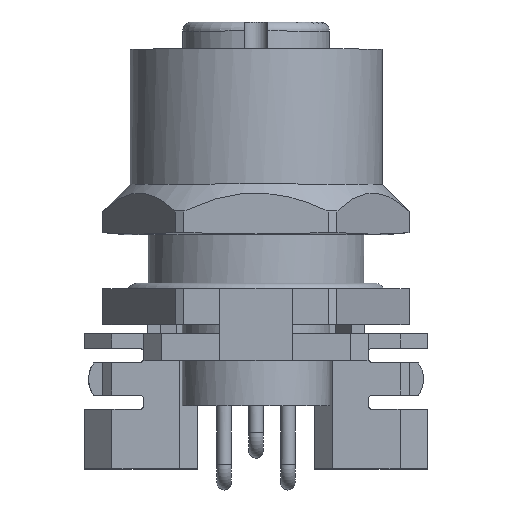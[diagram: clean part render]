
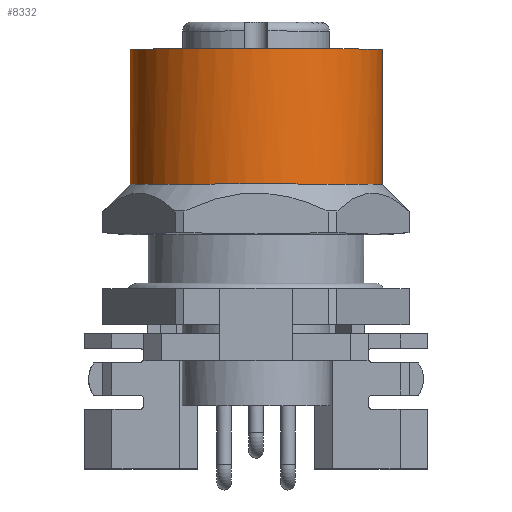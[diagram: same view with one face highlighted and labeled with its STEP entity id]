
A CAD part, top view. The second image highlights one B-rep face of the part: STEP entity #8332.
In plain terms, the highlighted cylindrical face has radius 7 mm (diameter 14 mm), a full revolution.
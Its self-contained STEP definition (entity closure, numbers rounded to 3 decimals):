
#8286 = EDGE_CURVE('',#8287,#8287,#8289,.T.);
#8287 = VERTEX_POINT('',#8288);
#8288 = CARTESIAN_POINT('',(5.23,16.57,8.51));
#8289 = B_SPLINE_CURVE_WITH_KNOTS('',3,(#8290,#8291,#8292,#8293,#8294,
    #8295,#8296,#8297,#8298,#8299,#8300,#8301,#8302,#8303,#8304,#8305,
    #8306,#8307),.UNSPECIFIED.,.T.,.F.,(2,2,2,2,2,2,2,2,2,2,2),(-0.125,
    0.,0.125,0.25,0.375,0.5,0.625,0.75,0.875,1.,1.125),.UNSPECIFIED.);
#8290 = CARTESIAN_POINT('',(5.23,16.57,10.342));
#8291 = CARTESIAN_POINT('',(5.23,16.57,6.677));
#8292 = CARTESIAN_POINT('',(4.476,16.57,4.856));
#8293 = CARTESIAN_POINT('',(1.884,16.57,2.264));
#8294 = CARTESIAN_POINT('',(0.062,16.57,1.51));
#8295 = CARTESIAN_POINT('',(-3.603,16.57,1.51));
#8296 = CARTESIAN_POINT('',(-5.424,16.57,2.264));
#8297 = CARTESIAN_POINT('',(-8.016,16.57,4.856));
#8298 = CARTESIAN_POINT('',(-8.77,16.57,6.678));
#8299 = CARTESIAN_POINT('',(-8.77,16.57,10.343));
#8300 = CARTESIAN_POINT('',(-8.016,16.57,12.164));
#8301 = CARTESIAN_POINT('',(-5.424,16.57,14.756));
#8302 = CARTESIAN_POINT('',(-3.602,16.57,15.51));
#8303 = CARTESIAN_POINT('',(0.063,16.57,15.51));
#8304 = CARTESIAN_POINT('',(1.884,16.57,14.756));
#8305 = CARTESIAN_POINT('',(4.476,16.57,12.164));
#8306 = CARTESIAN_POINT('',(5.23,16.57,10.342));
#8307 = CARTESIAN_POINT('',(5.23,16.57,6.677));
#8332 = ADVANCED_FACE('',(#8333),#8372,.T.);
#8333 = FACE_BOUND('',#8334,.T.);
#8334 = EDGE_LOOP('',(#8335,#8336,#8343,#8371));
#8335 = ORIENTED_EDGE('',*,*,#8286,.T.);
#8336 = ORIENTED_EDGE('',*,*,#8337,.T.);
#8337 = EDGE_CURVE('',#8287,#8338,#8340,.T.);
#8338 = VERTEX_POINT('',#8339);
#8339 = CARTESIAN_POINT('',(5.23,24.07,8.51));
#8340 = B_SPLINE_CURVE_WITH_KNOTS('',1,(#8341,#8342),.UNSPECIFIED.,.F.,
  .F.,(2,2),(-3.75,3.75),.PIECEWISE_BEZIER_KNOTS.);
#8341 = CARTESIAN_POINT('',(5.23,16.57,8.51));
#8342 = CARTESIAN_POINT('',(5.23,24.07,8.51));
#8343 = ORIENTED_EDGE('',*,*,#8344,.F.);
#8344 = EDGE_CURVE('',#8338,#8338,#8345,.T.);
#8345 = B_SPLINE_CURVE_WITH_KNOTS('',3,(#8346,#8347,#8348,#8349,#8350,
    #8351,#8352,#8353,#8354,#8355,#8356,#8357,#8358,#8359,#8360,#8361,
    #8362,#8363,#8364,#8365,#8366,#8367,#8368,#8369,#8370),
  .UNSPECIFIED.,.T.,.F.,(1,3,3,3,3,3,3,3,3,3,1),(-0.125,0.,0.125,0.25,
    0.375,0.5,0.625,0.75,0.875,1.,1.125),.UNSPECIFIED.);
#8346 = CARTESIAN_POINT('',(5.23,24.07,8.51));
#8347 = CARTESIAN_POINT('',(5.23,24.07,6.654));
#8348 = CARTESIAN_POINT('',(4.492,24.07,4.872));
#8349 = CARTESIAN_POINT('',(3.18,24.07,3.56));
#8350 = CARTESIAN_POINT('',(1.868,24.07,2.248));
#8351 = CARTESIAN_POINT('',(0.086,24.07,1.51));
#8352 = CARTESIAN_POINT('',(-1.77,24.07,1.51));
#8353 = CARTESIAN_POINT('',(-3.626,24.07,1.51));
#8354 = CARTESIAN_POINT('',(-5.408,24.07,2.248));
#8355 = CARTESIAN_POINT('',(-6.72,24.07,3.56));
#8356 = CARTESIAN_POINT('',(-8.032,24.07,4.872));
#8357 = CARTESIAN_POINT('',(-8.77,24.07,6.654));
#8358 = CARTESIAN_POINT('',(-8.77,24.07,8.51));
#8359 = CARTESIAN_POINT('',(-8.77,24.07,10.366));
#8360 = CARTESIAN_POINT('',(-8.032,24.07,12.148));
#8361 = CARTESIAN_POINT('',(-6.72,24.07,13.46));
#8362 = CARTESIAN_POINT('',(-5.408,24.07,14.772));
#8363 = CARTESIAN_POINT('',(-3.626,24.07,15.51));
#8364 = CARTESIAN_POINT('',(-1.77,24.07,15.51));
#8365 = CARTESIAN_POINT('',(0.086,24.07,15.51));
#8366 = CARTESIAN_POINT('',(1.868,24.07,14.772));
#8367 = CARTESIAN_POINT('',(3.18,24.07,13.46));
#8368 = CARTESIAN_POINT('',(4.492,24.07,12.148));
#8369 = CARTESIAN_POINT('',(5.23,24.07,10.367));
#8370 = CARTESIAN_POINT('',(5.23,24.07,8.51));
#8371 = ORIENTED_EDGE('',*,*,#8337,.F.);
#8372 = CYLINDRICAL_SURFACE('',#8373,7.);
#8373 = AXIS2_PLACEMENT_3D('',#8374,#8375,#8376);
#8374 = CARTESIAN_POINT('',(-1.77,20.32,8.51));
#8375 = DIRECTION('',(0.,1.,0.));
#8376 = DIRECTION('',(-1.,0.,
    0.));
